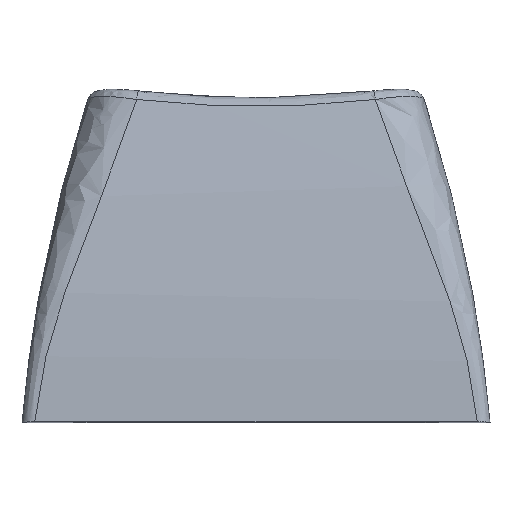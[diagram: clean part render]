
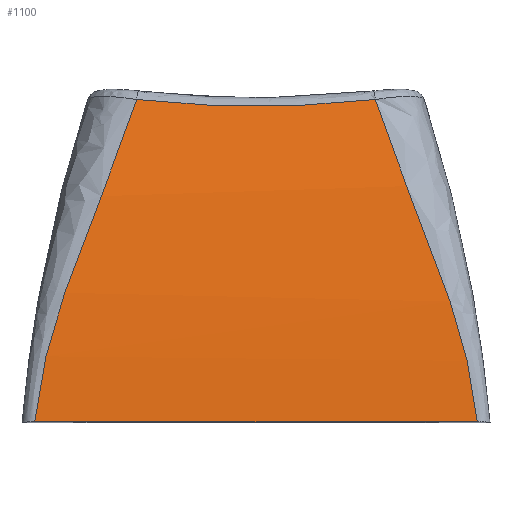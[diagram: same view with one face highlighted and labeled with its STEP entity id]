
A CAD part, top view. The second image highlights one B-rep face of the part: STEP entity #1100.
In plain terms, the highlighted cylindrical face has radius 57.603 mm (diameter 115.206 mm), a partial arc.
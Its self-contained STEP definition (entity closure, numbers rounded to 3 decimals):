
#62=B_SPLINE_CURVE_WITH_KNOTS('',3,(#1973,#1974,#1975,#1976),
 .UNSPECIFIED.,.F.,.F.,(4,4),(0.,0.931),.UNSPECIFIED.);
#75=B_SPLINE_CURVE_WITH_KNOTS('',3,(#2289,#2290,#2291,#2292,#2293),
 .UNSPECIFIED.,.F.,.F.,(4,1,4),(0.004,0.574,1.336),
 .UNSPECIFIED.);
#76=B_SPLINE_CURVE_WITH_KNOTS('',3,(#2297,#2298,#2299,#2300,#2301),
 .UNSPECIFIED.,.F.,.F.,(4,1,4),(0.012,0.774,1.343),
 .UNSPECIFIED.);
#92=CYLINDRICAL_SURFACE('',#1178,57.603);
#181=FACE_OUTER_BOUND('',#246,.T.);
#246=EDGE_LOOP('',(#979,#980,#981,#982));
#333=LINE('',#2296,#417);
#417=VECTOR('',#1411,17.224);
#511=VERTEX_POINT('',#1944);
#512=VERTEX_POINT('',#1971);
#521=VERTEX_POINT('',#2269);
#522=VERTEX_POINT('',#2295);
#661=EDGE_CURVE('',#512,#511,#62,.T.);
#679=EDGE_CURVE('',#521,#512,#75,.T.);
#680=EDGE_CURVE('',#521,#522,#333,.T.);
#681=EDGE_CURVE('',#511,#522,#76,.T.);
#979=ORIENTED_EDGE('',*,*,#661,.F.);
#980=ORIENTED_EDGE('',*,*,#679,.F.);
#981=ORIENTED_EDGE('',*,*,#680,.T.);
#982=ORIENTED_EDGE('',*,*,#681,.F.);
#1100=ADVANCED_FACE('',(#181),#92,.T.);
#1178=AXIS2_PLACEMENT_3D('',#2294,#1409,#1410);
#1409=DIRECTION('center_axis',(-1.,0.,0.));
#1410=DIRECTION('ref_axis',(0.,0.09,0.996));
#1411=DIRECTION('',(1.,0.,0.));
#1944=CARTESIAN_POINT('',(4.643,12.56,6.546));
#1971=CARTESIAN_POINT('',(-4.643,12.56,6.546));
#1973=CARTESIAN_POINT('Ctrl Pts',(-4.643,12.56,6.546));
#1974=CARTESIAN_POINT('Ctrl Pts',(-1.563,12.197,6.663));
#1975=CARTESIAN_POINT('Ctrl Pts',(1.563,12.197,6.663));
#1976=CARTESIAN_POINT('Ctrl Pts',(4.643,12.56,6.546));
#2269=CARTESIAN_POINT('',(-8.612,0.,9.11));
#2289=CARTESIAN_POINT('Ctrl Pts',(-8.612,0.,
9.11));
#2290=CARTESIAN_POINT('Ctrl Pts',(-8.438,1.902,8.939));
#2291=CARTESIAN_POINT('Ctrl Pts',(-7.205,6.157,8.332));
#2292=CARTESIAN_POINT('Ctrl Pts',(-5.404,10.17,7.319));
#2293=CARTESIAN_POINT('Ctrl Pts',(-4.643,12.56,6.546));
#2294=CARTESIAN_POINT('Origin',(0.,-5.172,
-48.26));
#2295=CARTESIAN_POINT('',(8.612,0.,9.11));
#2296=CARTESIAN_POINT('',(0.,0.,9.11));
#2297=CARTESIAN_POINT('Ctrl Pts',(4.643,12.56,6.546));
#2298=CARTESIAN_POINT('Ctrl Pts',(5.404,10.17,7.319));
#2299=CARTESIAN_POINT('Ctrl Pts',(7.205,6.157,8.332));
#2300=CARTESIAN_POINT('Ctrl Pts',(8.438,1.902,8.939));
#2301=CARTESIAN_POINT('Ctrl Pts',(8.612,0.,
9.11));
